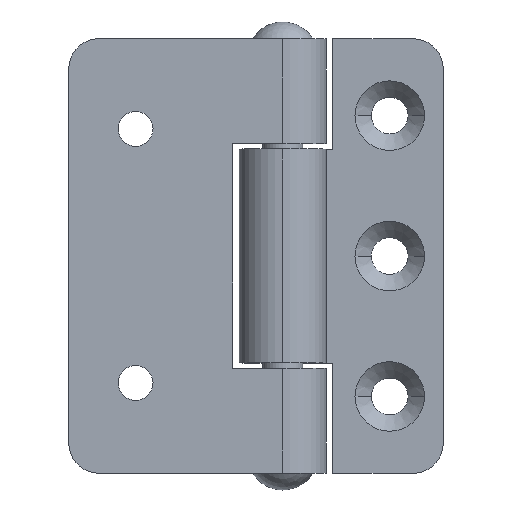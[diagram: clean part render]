
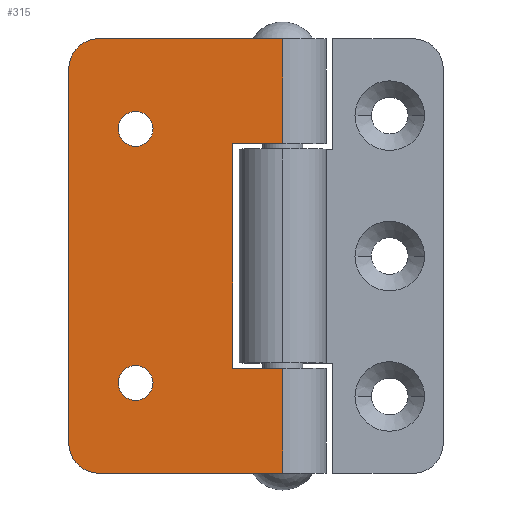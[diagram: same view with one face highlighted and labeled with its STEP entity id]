
A CAD part, top view. The second image highlights one B-rep face of the part: STEP entity #315.
In plain terms, the highlighted face is planar.
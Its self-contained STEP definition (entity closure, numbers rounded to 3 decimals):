
#183 = VERTEX_POINT ( 'NONE', #892 ) ;
#186 = VERTEX_POINT ( 'NONE', #952 ) ;
#201 = EDGE_CURVE ( 'NONE', #183, #208, #925, .T. ) ;
#208 = VERTEX_POINT ( 'NONE', #970 ) ;
#217 = VERTEX_POINT ( 'NONE', #956 ) ;
#221 = EDGE_CURVE ( 'NONE', #217, #186, #1020, .T. ) ;
#234 = EDGE_CURVE ( 'NONE', #186, #462, #992, .T. ) ;
#235 = EDGE_CURVE ( 'NONE', #241, #208, #988, .T. ) ;
#241 = VERTEX_POINT ( 'NONE', #1040 ) ;
#266 = VERTEX_POINT ( 'NONE', #1071 ) ;
#278 = VERTEX_POINT ( 'NONE', #1114 ) ;
#281 = EDGE_CURVE ( 'NONE', #266, #278, #1109, .T. ) ;
#285 = ORIENTED_EDGE ( 'NONE', *, *, #2219, .T. ) ;
#287 = EDGE_LOOP ( 'NONE', ( #288, #285 ) ) ;
#288 = ORIENTED_EDGE ( 'NONE', *, *, #289, .T. ) ;
#289 = EDGE_CURVE ( 'NONE', #2227, #2221, #1101, .T. ) ;
#291 = EDGE_LOOP ( 'NONE', ( #292, #320, #302, #309, #301, #304, #295, #326, #324, #319 ) ) ;
#292 = ORIENTED_EDGE ( 'NONE', *, *, #281, .T. ) ;
#294 = EDGE_CURVE ( 'NONE', #217, #266, #1091, .T. ) ;
#295 = ORIENTED_EDGE ( 'NONE', *, *, #303, .F. ) ;
#297 = VERTEX_POINT ( 'NONE', #1141 ) ;
#298 = EDGE_CURVE ( 'NONE', #278, #241, #1139, .T. ) ;
#299 = EDGE_CURVE ( 'NONE', #310, #297, #1140, .T. ) ;
#300 = ORIENTED_EDGE ( 'NONE', *, *, #2210, .T. ) ;
#301 = ORIENTED_EDGE ( 'NONE', *, *, #311, .F. ) ;
#302 = ORIENTED_EDGE ( 'NONE', *, *, #235, .T. ) ;
#303 = EDGE_CURVE ( 'NONE', #462, #310, #1131, .T. ) ;
#304 = ORIENTED_EDGE ( 'NONE', *, *, #299, .F. ) ;
#305 = ORIENTED_EDGE ( 'NONE', *, *, #312, .T. ) ;
#309 = ORIENTED_EDGE ( 'NONE', *, *, #201, .F. ) ;
#310 = VERTEX_POINT ( 'NONE', #1127 ) ;
#311 = EDGE_CURVE ( 'NONE', #297, #183, #1126, .T. ) ;
#312 = EDGE_CURVE ( 'NONE', #2197, #2198, #1122, .T. ) ;
#315 = ADVANCED_FACE ( 'NONE', ( #1174, #1173, #1172 ), #1171, .F. ) ;
#319 = ORIENTED_EDGE ( 'NONE', *, *, #294, .T. ) ;
#320 = ORIENTED_EDGE ( 'NONE', *, *, #298, .T. ) ;
#321 = EDGE_LOOP ( 'NONE', ( #305, #300 ) ) ;
#324 = ORIENTED_EDGE ( 'NONE', *, *, #221, .F. ) ;
#326 = ORIENTED_EDGE ( 'NONE', *, *, #234, .F. ) ;
#462 = VERTEX_POINT ( 'NONE', #1347 ) ;
#892 = CARTESIAN_POINT ( 'NONE',  ( 15.7, -6.5, 0. ) ) ;
#925 = LINE ( 'NONE', #987, #986 ) ;
#952 = CARTESIAN_POINT ( 'NONE',  ( 65., -6.5, 0. ) ) ;
#956 = CARTESIAN_POINT ( 'NONE',  ( 65., -6.5, 27.5 ) ) ;
#970 = CARTESIAN_POINT ( 'NONE',  ( 0., -6.5, 0. ) ) ;
#985 = DIRECTION ( 'NONE',  ( -1., 0., 0. ) ) ;
#986 = VECTOR ( 'NONE', #985, 1000. ) ;
#987 = CARTESIAN_POINT ( 'NONE',  ( 65., -6.5, 0. ) ) ;
#988 = LINE ( 'NONE', #1053, #1052 ) ;
#989 = DIRECTION ( 'NONE',  ( -1., 0., 0. ) ) ;
#990 = VECTOR ( 'NONE', #989, 1000. ) ;
#991 = CARTESIAN_POINT ( 'NONE',  ( 65., -6.5, 0. ) ) ;
#992 = LINE ( 'NONE', #991, #990 ) ;
#1017 = DIRECTION ( 'NONE',  ( 0., 0., -1. ) ) ;
#1018 = VECTOR ( 'NONE', #1017, 1000. ) ;
#1019 = CARTESIAN_POINT ( 'NONE',  ( 65., -6.5, 0. ) ) ;
#1020 = LINE ( 'NONE', #1019, #1018 ) ;
#1040 = CARTESIAN_POINT ( 'NONE',  ( 0., -6.5, 27.5 ) ) ;
#1051 = DIRECTION ( 'NONE',  ( 0., 0., -1. ) ) ;
#1052 = VECTOR ( 'NONE', #1051, 1000. ) ;
#1053 = CARTESIAN_POINT ( 'NONE',  ( 0., -6.5, 0. ) ) ;
#1071 = CARTESIAN_POINT ( 'NONE',  ( 60.5, -6.5, 32. ) ) ;
#1087 = DIRECTION ( 'NONE',  ( 0., 0., 1. ) ) ;
#1088 = DIRECTION ( 'NONE',  ( 0., -1., 0. ) ) ;
#1089 = CARTESIAN_POINT ( 'NONE',  ( 60.5, -6.5, 27.5 ) ) ;
#1090 = AXIS2_PLACEMENT_3D ( 'NONE', #1089, #1088, #1087 ) ;
#1091 = CIRCLE ( 'NONE', #1090, 4.5 ) ;
#1097 = DIRECTION ( 'NONE',  ( 0., 0., 1. ) ) ;
#1098 = DIRECTION ( 'NONE',  ( 0., 1., 0. ) ) ;
#1099 = CARTESIAN_POINT ( 'NONE',  ( 51.5, -6.5, 22. ) ) ;
#1100 = AXIS2_PLACEMENT_3D ( 'NONE', #1099, #1098, #1097 ) ;
#1101 = CIRCLE ( 'NONE', #1100, 2.6 ) ;
#1106 = DIRECTION ( 'NONE',  ( -1., 0., 0. ) ) ;
#1107 = VECTOR ( 'NONE', #1106, 1000. ) ;
#1108 = CARTESIAN_POINT ( 'NONE',  ( 65., -6.5, 32. ) ) ;
#1109 = LINE ( 'NONE', #1108, #1107 ) ;
#1114 = CARTESIAN_POINT ( 'NONE',  ( 4.5, -6.5, 32. ) ) ;
#1118 = DIRECTION ( 'NONE',  ( 0., 0., 1. ) ) ;
#1119 = DIRECTION ( 'NONE',  ( 0., 1., 0. ) ) ;
#1120 = CARTESIAN_POINT ( 'NONE',  ( 13.5, -6.5, 22. ) ) ;
#1121 = AXIS2_PLACEMENT_3D ( 'NONE', #1120, #1119, #1118 ) ;
#1122 = CIRCLE ( 'NONE', #1121, 2.6 ) ;
#1123 = DIRECTION ( 'NONE',  ( 0., 0., -1. ) ) ;
#1124 = VECTOR ( 'NONE', #1123, 1000. ) ;
#1125 = CARTESIAN_POINT ( 'NONE',  ( 15.7, -6.5, 7.5 ) ) ;
#1126 = LINE ( 'NONE', #1125, #1124 ) ;
#1127 = CARTESIAN_POINT ( 'NONE',  ( 49.3, -6.5, 7.5 ) ) ;
#1128 = DIRECTION ( 'NONE',  ( 0., 0., 1. ) ) ;
#1129 = VECTOR ( 'NONE', #1128, 1000. ) ;
#1130 = CARTESIAN_POINT ( 'NONE',  ( 49.3, -6.5, 7.5 ) ) ;
#1131 = LINE ( 'NONE', #1130, #1129 ) ;
#1132 = DIRECTION ( 'NONE',  ( -1., 0., 0. ) ) ;
#1133 = VECTOR ( 'NONE', #1132, 1000. ) ;
#1134 = CARTESIAN_POINT ( 'NONE',  ( 15.7, -6.5, 7.5 ) ) ;
#1135 = DIRECTION ( 'NONE',  ( 0., 0., 1. ) ) ;
#1136 = DIRECTION ( 'NONE',  ( 0., -1., 0. ) ) ;
#1137 = CARTESIAN_POINT ( 'NONE',  ( 4.5, -6.5, 27.5 ) ) ;
#1138 = AXIS2_PLACEMENT_3D ( 'NONE', #1137, #1136, #1135 ) ;
#1139 = CIRCLE ( 'NONE', #1138, 4.5 ) ;
#1140 = LINE ( 'NONE', #1134, #1133 ) ;
#1141 = CARTESIAN_POINT ( 'NONE',  ( 15.7, -6.5, 7.5 ) ) ;
#1167 = DIRECTION ( 'NONE',  ( 0., 0., 1. ) ) ;
#1168 = DIRECTION ( 'NONE',  ( 0., 1., 0. ) ) ;
#1169 = CARTESIAN_POINT ( 'NONE',  ( 65., -6.5, 0. ) ) ;
#1170 = AXIS2_PLACEMENT_3D ( 'NONE', #1169, #1168, #1167 ) ;
#1171 = PLANE ( 'NONE',  #1170 ) ;
#1172 = FACE_OUTER_BOUND ( 'NONE', #291, .T. ) ;
#1173 = FACE_BOUND ( 'NONE', #287, .T. ) ;
#1174 = FACE_BOUND ( 'NONE', #321, .T. ) ;
#1347 = CARTESIAN_POINT ( 'NONE',  ( 49.3, -6.5, 0. ) ) ;
#1574 = CARTESIAN_POINT ( 'NONE',  ( 13.5, -6.5, 24.6 ) ) ;
#1604 = AXIS2_PLACEMENT_3D ( 'NONE', #1611, #1667, #1666 ) ;
#1605 = CIRCLE ( 'NONE', #1604, 2.6 ) ;
#1611 = CARTESIAN_POINT ( 'NONE',  ( 51.5, -6.5, 22. ) ) ;
#1613 = DIRECTION ( 'NONE',  ( 0., 0., 1. ) ) ;
#1614 = DIRECTION ( 'NONE',  ( 0., 1., 0. ) ) ;
#1615 = CARTESIAN_POINT ( 'NONE',  ( 13.5, -6.5, 22. ) ) ;
#1616 = AXIS2_PLACEMENT_3D ( 'NONE', #1615, #1614, #1613 ) ;
#1621 = CIRCLE ( 'NONE', #1616, 2.6 ) ;
#1633 = CARTESIAN_POINT ( 'NONE',  ( 13.5, -6.5, 19.4 ) ) ;
#1652 = CARTESIAN_POINT ( 'NONE',  ( 51.5, -6.5, 24.6 ) ) ;
#1664 = CARTESIAN_POINT ( 'NONE',  ( 51.5, -6.5, 19.4 ) ) ;
#1666 = DIRECTION ( 'NONE',  ( 0., 0., 1. ) ) ;
#1667 = DIRECTION ( 'NONE',  ( 0., 1., 0. ) ) ;
#2197 = VERTEX_POINT ( 'NONE', #1574 ) ;
#2198 = VERTEX_POINT ( 'NONE', #1633 ) ;
#2210 = EDGE_CURVE ( 'NONE', #2198, #2197, #1621, .T. ) ;
#2219 = EDGE_CURVE ( 'NONE', #2221, #2227, #1605, .T. ) ;
#2221 = VERTEX_POINT ( 'NONE', #1664 ) ;
#2227 = VERTEX_POINT ( 'NONE', #1652 ) ;
